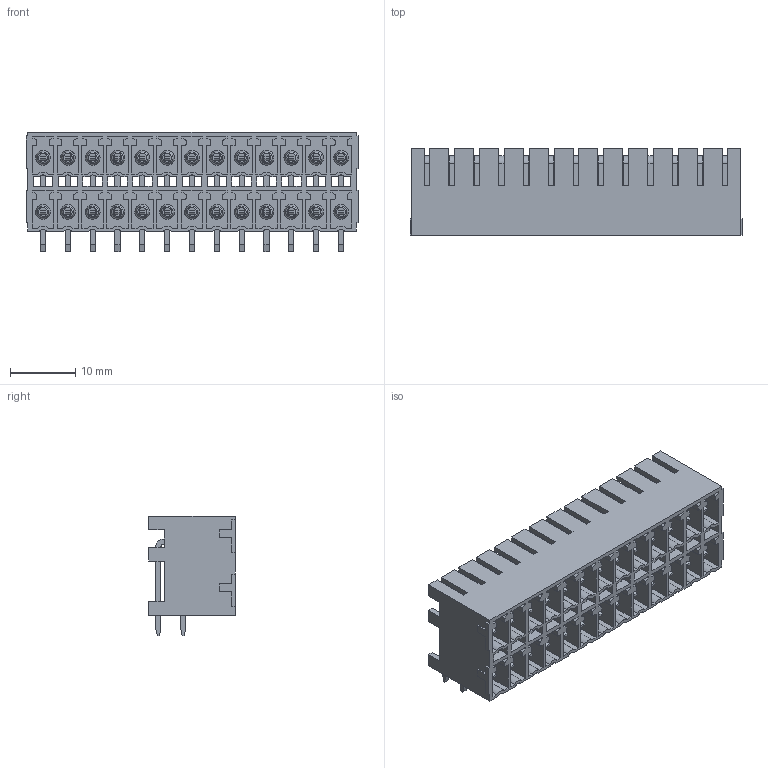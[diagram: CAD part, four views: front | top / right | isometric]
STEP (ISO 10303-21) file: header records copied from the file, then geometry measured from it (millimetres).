
FILE_DESCRIPTION(('CATIA V5 STEP Exchange','CAx-IF Rec.Pracs.--- Model Styling and Organization---1.2---2011-12-15'),'2;1');
FILE_NAME ('D1447469_0_1039070000_1039070000.stp','2018-10-04T10:02:28+00:00',('none'),('Weidmueller'),'CATIA Version 5-6 Release 2014','CATIA V5 STEP AP214','none');
FILE_SCHEMA(('AUTOMOTIVE_DESIGN { 1 0 10303 214 1 1 1 1 }'));
Length unit declared in the file: millimetre
Products named in the file (1): 1039070000
Bounding box: 50.92 x 13.3 x 18.4 mm (x, y, z)
Volume: 3739.8 mm3; surface area: 11558.2 mm2
Topology: 27 solids, 27 shells, 1801 faces, 5020 edges, 3312 vertices
Faces by surface type: plane 1450, cylinder 195, torus 104, cone 52
Entity records: 50711 total; most frequent: ORIENTED_EDGE 10040, CARTESIAN_POINT 9154, DIRECTION 6207, EDGE_CURVE 5020, VECTOR 4318, LINE 4318, VERTEX_POINT 3312, EDGE_LOOP 1918
